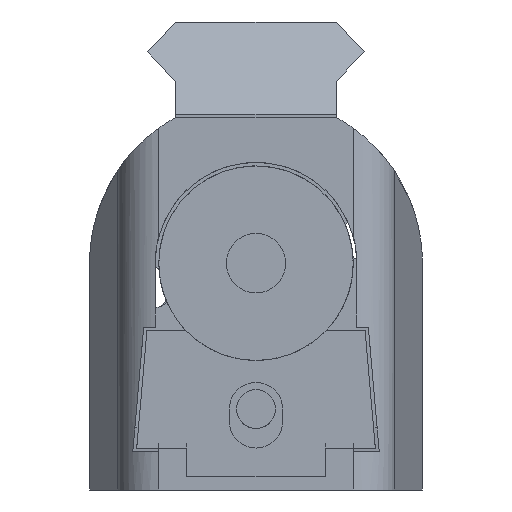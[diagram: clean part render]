
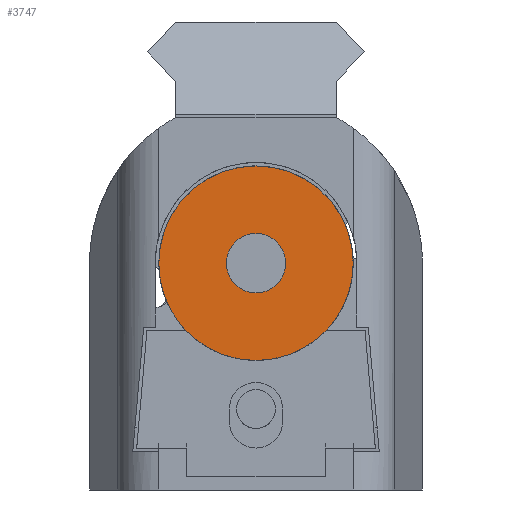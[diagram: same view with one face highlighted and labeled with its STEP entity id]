
A CAD part, front view. The second image highlights one B-rep face of the part: STEP entity #3747.
In plain terms, the highlighted planar face has unit normal (0, -1, 0).
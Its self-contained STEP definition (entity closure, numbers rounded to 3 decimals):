
#65=FACE_BOUND('',#1231,.T.);
#1027=FACE_OUTER_BOUND('',#1230,.T.);
#1230=EDGE_LOOP('',(#2472));
#1231=EDGE_LOOP('',(#2473));
#1452=CIRCLE('',#3983,9.5);
#1457=CIRCLE('',#3989,2.9);
#1533=VERTEX_POINT('',#5325);
#1537=VERTEX_POINT('',#5336);
#1896=EDGE_CURVE('',#1533,#1533,#1452,.T.);
#1902=EDGE_CURVE('',#1537,#1537,#1457,.T.);
#2472=ORIENTED_EDGE('',*,*,#1896,.T.);
#2473=ORIENTED_EDGE('',*,*,#1902,.T.);
#3577=PLANE('',#3988);
#3747=ADVANCED_FACE('',(#1027,#65),#3577,.T.);
#3983=AXIS2_PLACEMENT_3D('',#5326,#4292,#4293);
#3988=AXIS2_PLACEMENT_3D('',#5335,#4303,#4304);
#3989=AXIS2_PLACEMENT_3D('',#5337,#4305,#4306);
#4292=DIRECTION('center_axis',(0.,-1.,0.));
#4293=DIRECTION('ref_axis',(1.,0.,0.));
#4303=DIRECTION('center_axis',(0.,-1.,0.));
#4304=DIRECTION('ref_axis',(1.,0.,0.));
#4305=DIRECTION('center_axis',(0.,1.,0.));
#4306=DIRECTION('ref_axis',(1.,0.,0.));
#5325=CARTESIAN_POINT('',(-9.5,-415.9,0.));
#5326=CARTESIAN_POINT('Origin',(0.,-415.9,0.));
#5335=CARTESIAN_POINT('Origin',(0.,-415.9,0.));
#5336=CARTESIAN_POINT('',(-2.9,-415.9,0.));
#5337=CARTESIAN_POINT('Origin',(0.,-415.9,0.));
